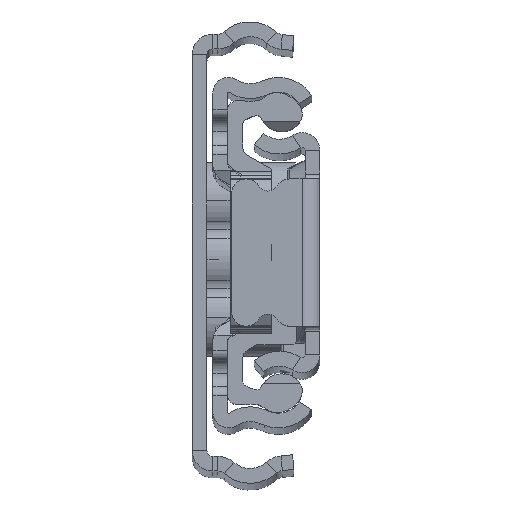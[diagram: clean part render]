
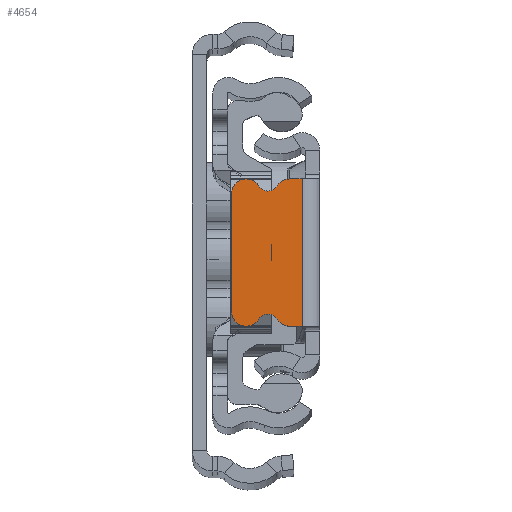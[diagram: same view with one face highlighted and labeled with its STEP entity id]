
A CAD part, top view. The second image highlights one B-rep face of the part: STEP entity #4654.
In plain terms, the highlighted planar face has unit normal (0, 0, 1).
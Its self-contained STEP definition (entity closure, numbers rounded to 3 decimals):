
#122 = DIRECTION ( 'NONE',  ( 0., 0., 1. ) ) ;
#224 = PLANE ( 'NONE',  #4447 ) ;
#310 = DIRECTION ( 'NONE',  ( 1., 0., 0. ) ) ;
#314 = DIRECTION ( 'NONE',  ( 0., 1., 0. ) ) ;
#415 = DIRECTION ( 'NONE',  ( 0., 1., 0. ) ) ;
#423 = CARTESIAN_POINT ( 'NONE',  ( 0.7, -7.5, 0. ) ) ;
#457 = CIRCLE ( 'NONE', #14452, 1.5 ) ;
#1505 = AXIS2_PLACEMENT_3D ( 'NONE', #15294, #18525, #415 ) ;
#1660 = VERTEX_POINT ( 'NONE', #7340 ) ;
#1665 = CIRCLE ( 'NONE', #9535, 1.1 ) ;
#1793 = CARTESIAN_POINT ( 'NONE',  ( -7.5, -6., 0. ) ) ;
#2009 = CARTESIAN_POINT ( 'NONE',  ( -9., 6., 0. ) ) ;
#2613 = ORIENTED_EDGE ( 'NONE', *, *, #8183, .T. ) ;
#2640 = EDGE_CURVE ( 'NONE', #1660, #14908, #16575, .T. ) ;
#3044 = CARTESIAN_POINT ( 'NONE',  ( -9., -6., 0. ) ) ;
#3300 = FACE_OUTER_BOUND ( 'NONE', #11825, .T. ) ;
#3376 = CARTESIAN_POINT ( 'NONE',  ( 0.7, 7.5, 0. ) ) ;
#3381 = AXIS2_PLACEMENT_3D ( 'NONE', #20294, #19983, #10442 ) ;
#4060 = ORIENTED_EDGE ( 'NONE', *, *, #6671, .T. ) ;
#4447 = AXIS2_PLACEMENT_3D ( 'NONE', #13373, #17896, #314 ) ;
#4643 = ORIENTED_EDGE ( 'NONE', *, *, #7141, .T. ) ;
#4654 = ADVANCED_FACE ( 'NONE', ( #3300 ), #224, .T. ) ;
#5218 = DIRECTION ( 'NONE',  ( 0., 1., 0. ) ) ;
#5263 = AXIS2_PLACEMENT_3D ( 'NONE', #11299, #16440, #8293 ) ;
#5384 = VERTEX_POINT ( 'NONE', #19763 ) ;
#5390 = DIRECTION ( 'NONE',  ( 0., 0., -1. ) ) ;
#5987 = VERTEX_POINT ( 'NONE', #19691 ) ;
#6387 = LINE ( 'NONE', #3376, #9009 ) ;
#6656 = EDGE_CURVE ( 'NONE', #14621, #13474, #9656, .T. ) ;
#6671 = EDGE_CURVE ( 'NONE', #12919, #12334, #457, .T. ) ;
#6741 = DIRECTION ( 'NONE',  ( 0., -1., 0. ) ) ;
#6848 = DIRECTION ( 'NONE',  ( 0., 1., 0. ) ) ;
#6915 = CARTESIAN_POINT ( 'NONE',  ( -5.29, 7.37, 0. ) ) ;
#6948 = LINE ( 'NONE', #13490, #11402 ) ;
#7141 = EDGE_CURVE ( 'NONE', #16374, #14385, #6948, .T. ) ;
#7340 = CARTESIAN_POINT ( 'NONE',  ( -3.08, 7.5, 0. ) ) ;
#7668 = LINE ( 'NONE', #14214, #11657 ) ;
#7676 = AXIS2_PLACEMENT_3D ( 'NONE', #1793, #18312, #5218 ) ;
#7729 = EDGE_CURVE ( 'NONE', #12943, #1660, #6387, .T. ) ;
#8125 = CARTESIAN_POINT ( 'NONE',  ( -7.5, 6., 0. ) ) ;
#8183 = EDGE_CURVE ( 'NONE', #5384, #17012, #14489, .T. ) ;
#8293 = DIRECTION ( 'NONE',  ( 0., 1., 0. ) ) ;
#8317 = DIRECTION ( 'NONE',  ( -1., 0., 0. ) ) ;
#8627 = EDGE_CURVE ( 'NONE', #13474, #16374, #20689, .T. ) ;
#8681 = ORIENTED_EDGE ( 'NONE', *, *, #19041, .T. ) ;
#8842 = DIRECTION ( 'NONE',  ( 0., 1., 0. ) ) ;
#9009 = VECTOR ( 'NONE', #8317, 1000. ) ;
#9535 = AXIS2_PLACEMENT_3D ( 'NONE', #6915, #11851, #8842 ) ;
#9656 = CIRCLE ( 'NONE', #16176, 1.1 ) ;
#10260 = ORIENTED_EDGE ( 'NONE', *, *, #7729, .T. ) ;
#10435 = AXIS2_PLACEMENT_3D ( 'NONE', #8125, #122, #6848 ) ;
#10442 = DIRECTION ( 'NONE',  ( 0., 1., 0. ) ) ;
#10872 = ORIENTED_EDGE ( 'NONE', *, *, #2640, .T. ) ;
#10930 = CIRCLE ( 'NONE', #3381, 1.1 ) ;
#11299 = CARTESIAN_POINT ( 'NONE',  ( -7.5, -6., 0. ) ) ;
#11386 = CARTESIAN_POINT ( 'NONE',  ( -3.08, -7.5, 0. ) ) ;
#11402 = VECTOR ( 'NONE', #6741, 1000. ) ;
#11657 = VECTOR ( 'NONE', #12601, 1000. ) ;
#11825 = EDGE_LOOP ( 'NONE', ( #13219, #10260, #10872, #17880, #19413, #16242, #4643, #8681, #2613, #13732, #4060, #14407 ) ) ;
#11851 = DIRECTION ( 'NONE',  ( 0., 0., -1. ) ) ;
#12334 = VERTEX_POINT ( 'NONE', #11386 ) ;
#12376 = CARTESIAN_POINT ( 'NONE',  ( -6.225, -6.79, 0. ) ) ;
#12601 = DIRECTION ( 'NONE',  ( 0., -1., 0. ) ) ;
#12919 = VERTEX_POINT ( 'NONE', #17348 ) ;
#12943 = VERTEX_POINT ( 'NONE', #18859 ) ;
#13219 = ORIENTED_EDGE ( 'NONE', *, *, #14304, .F. ) ;
#13322 = DIRECTION ( 'NONE',  ( 0., 0., 1. ) ) ;
#13373 = CARTESIAN_POINT ( 'NONE',  ( 393.5, -10.425, 0. ) ) ;
#13474 = VERTEX_POINT ( 'NONE', #21064 ) ;
#13490 = CARTESIAN_POINT ( 'NONE',  ( -9., 6., 0. ) ) ;
#13732 = ORIENTED_EDGE ( 'NONE', *, *, #17213, .T. ) ;
#14214 = CARTESIAN_POINT ( 'NONE',  ( -1.8, -10.425, 0. ) ) ;
#14304 = EDGE_CURVE ( 'NONE', #12943, #5987, #7668, .T. ) ;
#14385 = VERTEX_POINT ( 'NONE', #3044 ) ;
#14407 = ORIENTED_EDGE ( 'NONE', *, *, #15243, .T. ) ;
#14452 = AXIS2_PLACEMENT_3D ( 'NONE', #18594, #13322, #16873 ) ;
#14489 = CIRCLE ( 'NONE', #5263, 1.5 ) ;
#14621 = VERTEX_POINT ( 'NONE', #17401 ) ;
#14908 = VERTEX_POINT ( 'NONE', #20265 ) ;
#15037 = DIRECTION ( 'NONE',  ( 0., 1., 0. ) ) ;
#15243 = EDGE_CURVE ( 'NONE', #12334, #5987, #18425, .T. ) ;
#15294 = CARTESIAN_POINT ( 'NONE',  ( -3.08, 6., 0. ) ) ;
#15554 = CIRCLE ( 'NONE', #7676, 1.5 ) ;
#16176 = AXIS2_PLACEMENT_3D ( 'NONE', #16656, #5390, #15037 ) ;
#16242 = ORIENTED_EDGE ( 'NONE', *, *, #8627, .T. ) ;
#16374 = VERTEX_POINT ( 'NONE', #2009 ) ;
#16440 = DIRECTION ( 'NONE',  ( 0., 0., 1. ) ) ;
#16575 = CIRCLE ( 'NONE', #1505, 1.5 ) ;
#16656 = CARTESIAN_POINT ( 'NONE',  ( -5.29, 7.37, 0. ) ) ;
#16813 = EDGE_CURVE ( 'NONE', #14908, #14621, #1665, .T. ) ;
#16873 = DIRECTION ( 'NONE',  ( 0., 1., 0. ) ) ;
#17012 = VERTEX_POINT ( 'NONE', #12376 ) ;
#17213 = EDGE_CURVE ( 'NONE', #17012, #12919, #10930, .T. ) ;
#17348 = CARTESIAN_POINT ( 'NONE',  ( -4.355, -6.79, 0. ) ) ;
#17401 = CARTESIAN_POINT ( 'NONE',  ( -5.29, 6.27, 0. ) ) ;
#17880 = ORIENTED_EDGE ( 'NONE', *, *, #16813, .T. ) ;
#17896 = DIRECTION ( 'NONE',  ( 0., 0., 1. ) ) ;
#18312 = DIRECTION ( 'NONE',  ( 0., 0., 1. ) ) ;
#18425 = LINE ( 'NONE', #423, #19867 ) ;
#18525 = DIRECTION ( 'NONE',  ( 0., 0., 1. ) ) ;
#18594 = CARTESIAN_POINT ( 'NONE',  ( -3.08, -6., 0. ) ) ;
#18859 = CARTESIAN_POINT ( 'NONE',  ( -1.8, 7.5, 0. ) ) ;
#19041 = EDGE_CURVE ( 'NONE', #14385, #5384, #15554, .T. ) ;
#19413 = ORIENTED_EDGE ( 'NONE', *, *, #6656, .T. ) ;
#19691 = CARTESIAN_POINT ( 'NONE',  ( -1.8, -7.5, 0. ) ) ;
#19763 = CARTESIAN_POINT ( 'NONE',  ( -7.5, -7.5, 0. ) ) ;
#19867 = VECTOR ( 'NONE', #310, 1000. ) ;
#19983 = DIRECTION ( 'NONE',  ( 0., 0., -1. ) ) ;
#20265 = CARTESIAN_POINT ( 'NONE',  ( -4.355, 6.79, 0. ) ) ;
#20294 = CARTESIAN_POINT ( 'NONE',  ( -5.29, -7.37, 0. ) ) ;
#20689 = CIRCLE ( 'NONE', #10435, 1.5 ) ;
#21064 = CARTESIAN_POINT ( 'NONE',  ( -6.225, 6.79, 0. ) ) ;
